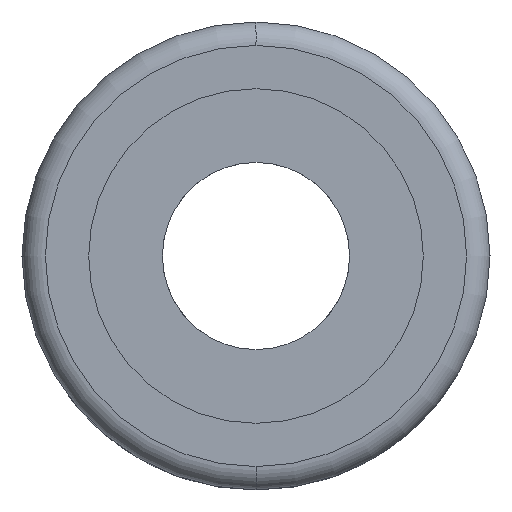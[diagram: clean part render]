
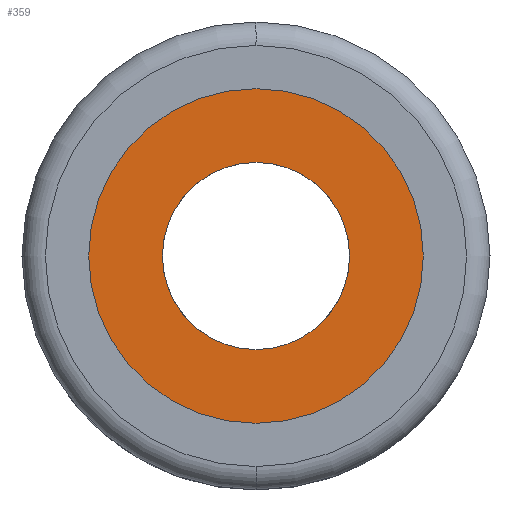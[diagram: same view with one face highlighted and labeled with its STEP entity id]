
A CAD part, front view. The second image highlights one B-rep face of the part: STEP entity #359.
In plain terms, the highlighted planar face has unit normal (0, -1, 0).
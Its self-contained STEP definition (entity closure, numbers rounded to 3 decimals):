
#174=CARTESIAN_POINT('Vertex',(0.,-13.,7.15)) ;
#177=CARTESIAN_POINT('Axis2P3D Location',(0.,-13.,0.)) ;
#181=CARTESIAN_POINT('Vertex',(0.,-13.,-7.15)) ;
#201=CARTESIAN_POINT('Axis2P3D Location',(0.,-13.,0.)) ;
#218=CARTESIAN_POINT('Axis2P3D Location',(0.,-13.,0.)) ;
#222=CARTESIAN_POINT('Vertex',(0.,-13.,4.)) ;
#224=CARTESIAN_POINT('Vertex',(0.,-13.,-4.)) ;
#253=CARTESIAN_POINT('Axis2P3D Location',(0.,-13.,0.)) ;
#346=CARTESIAN_POINT('Axis2P3D Location',(0.,-13.,7.15)) ;
#178=DIRECTION('Axis2P3D Direction',(0.,1.,0.)) ;
#202=DIRECTION('Axis2P3D Direction',(0.,1.,0.)) ;
#219=DIRECTION('Axis2P3D Direction',(0.,1.,0.)) ;
#254=DIRECTION('Axis2P3D Direction',(0.,1.,0.)) ;
#347=DIRECTION('Axis2P3D Direction',(0.,1.,0.)) ;
#348=DIRECTION('Axis2P3D XDirection',(1.,-0.,0.)) ;
#179=AXIS2_PLACEMENT_3D('Circle Axis2P3D',#177,#178,$) ;
#203=AXIS2_PLACEMENT_3D('Circle Axis2P3D',#201,#202,$) ;
#220=AXIS2_PLACEMENT_3D('Circle Axis2P3D',#218,#219,$) ;
#255=AXIS2_PLACEMENT_3D('Circle Axis2P3D',#253,#254,$) ;
#349=AXIS2_PLACEMENT_3D('Plane Axis2P3D',#346,#347,#348) ;
#352=ORIENTED_EDGE('',*,*,#183,.F.) ;
#353=ORIENTED_EDGE('',*,*,#205,.F.) ;
#356=ORIENTED_EDGE('',*,*,#257,.T.) ;
#357=ORIENTED_EDGE('',*,*,#226,.T.) ;
#358=FACE_BOUND('',#355,.T.) ;
#359=ADVANCED_FACE('PartBody',(#354,#358),#350,.F.) ;
#180=CIRCLE('generated circle',#179,7.15) ;
#204=CIRCLE('generated circle',#203,7.15) ;
#221=CIRCLE('generated circle',#220,4.) ;
#256=CIRCLE('generated circle',#255,4.) ;
#183=EDGE_CURVE('',#175,#182,#180,.T.) ;
#205=EDGE_CURVE('',#182,#175,#204,.T.) ;
#226=EDGE_CURVE('',#223,#225,#221,.T.) ;
#257=EDGE_CURVE('',#225,#223,#256,.T.) ;
#351=EDGE_LOOP('',(#352,#353)) ;
#355=EDGE_LOOP('',(#356,#357)) ;
#354=FACE_OUTER_BOUND('',#351,.T.) ;
#350=PLANE('',#349) ;
#175=VERTEX_POINT('',#174) ;
#182=VERTEX_POINT('',#181) ;
#223=VERTEX_POINT('',#222) ;
#225=VERTEX_POINT('',#224) ;
